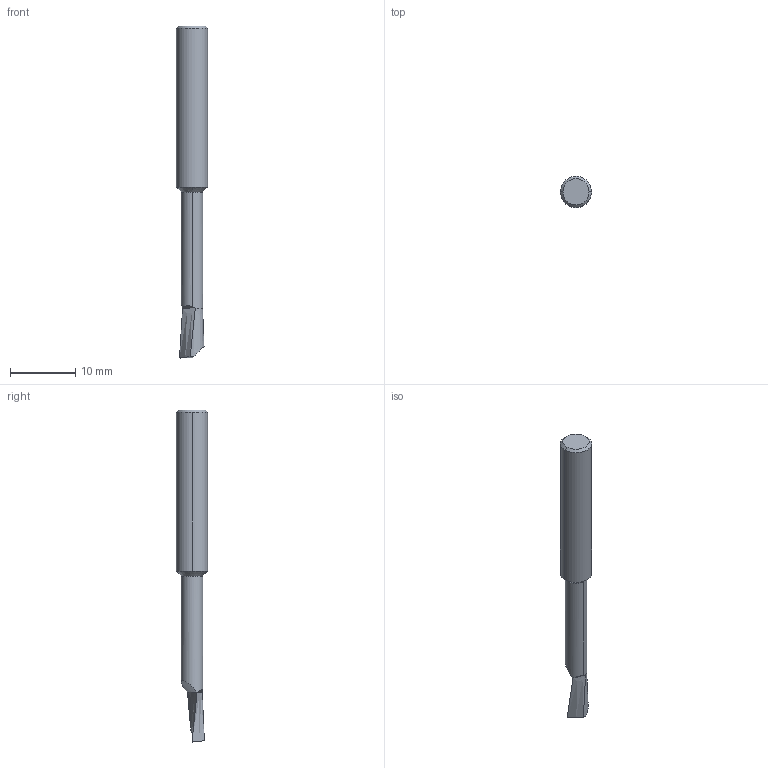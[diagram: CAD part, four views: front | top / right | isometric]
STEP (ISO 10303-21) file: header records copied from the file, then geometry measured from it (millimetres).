
FILE_DESCRIPTION (( 'STEP AP214' ), '1' );
FILE_NAME ('Micro_HBB-1501000.STEP', '2021-09-03T21:33:10', ( '' ), ( '' ), 'SwSTEP 2.0', 'SolidWorks 2020', '' );
FILE_SCHEMA (( 'AUTOMOTIVE_DESIGN' ));
Length unit declared in the file: inch
Products named in the file (1): Micro_HBB-1501000
Bounding box: 4.76 x 4.76 x 50.8 mm (x, y, z)
Volume: 623.6 mm3; surface area: 649.3 mm2
Topology: 1 solids, 1 shells, 18 faces, 41 edges, 25 vertices
Faces by surface type: cone 6, plane 5, cylinder 4, bspline 3
Entity records: 984 total; most frequent: CARTESIAN_POINT 578, ORIENTED_EDGE 82, DIRECTION 68, EDGE_CURVE 41, AXIS2_PLACEMENT_3D 29, VERTEX_POINT 25, EDGE_LOOP 18, FACE_OUTER_BOUND 18
